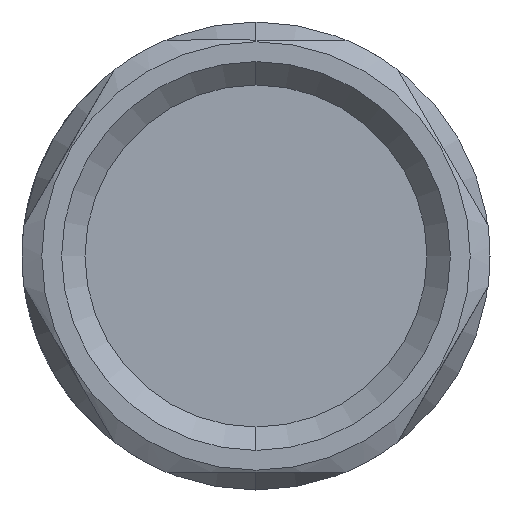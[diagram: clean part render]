
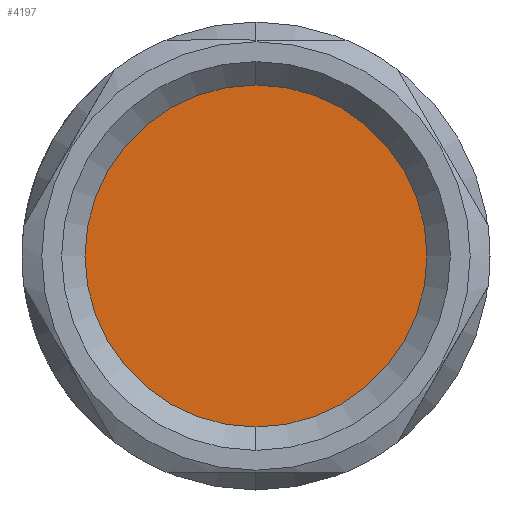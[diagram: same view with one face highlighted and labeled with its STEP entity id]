
A CAD part, left-side view. The second image highlights one B-rep face of the part: STEP entity #4197.
In plain terms, the highlighted planar face has unit normal (-1, 0, 0).
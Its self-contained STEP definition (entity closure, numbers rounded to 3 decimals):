
#39 = EDGE_LOOP ( 'NONE', ( #4392, #4391 ) ) ;
#387 = CARTESIAN_POINT ( 'NONE',  ( -55.5, 0., -9.5 ) ) ;
#1081 = CARTESIAN_POINT ( 'NONE',  ( -55.5, 0., 9.5 ) ) ;
#1377 = CARTESIAN_POINT ( 'NONE',  ( -55.5, 0., 0. ) ) ;
#1378 = DIRECTION ( 'NONE',  ( 1., 0., 0. ) ) ;
#1379 = DIRECTION ( 'NONE',  ( 0., 0., 1. ) ) ;
#1558 = VERTEX_POINT ( 'NONE', #387 ) ;
#1619 = FACE_OUTER_BOUND ( 'NONE', #39, .T. ) ;
#1626 = PLANE ( 'NONE',  #3355 ) ;
#1627 = CARTESIAN_POINT ( 'NONE',  ( -55.5, 10.25, 0. ) ) ;
#1628 = DIRECTION ( 'NONE',  ( 1., 0., 0. ) ) ;
#1629 = DIRECTION ( 'NONE',  ( 0., 0., -1. ) ) ;
#2073 = CARTESIAN_POINT ( 'NONE',  ( -55.5, 0., 0. ) ) ;
#2074 = DIRECTION ( 'NONE',  ( 1., 0., 0. ) ) ;
#2075 = DIRECTION ( 'NONE',  ( 0., 0., 1. ) ) ;
#3237 = VERTEX_POINT ( 'NONE', #1081 ) ;
#3270 = CIRCLE ( 'NONE', #3272, 9.5 ) ;
#3272 = AXIS2_PLACEMENT_3D ( 'NONE', #1377, #1378, #1379 ) ;
#3355 = AXIS2_PLACEMENT_3D ( 'NONE', #1627, #1628, #1629 ) ;
#3389 = AXIS2_PLACEMENT_3D ( 'NONE', #2073, #2074, #2075 ) ;
#3398 = CIRCLE ( 'NONE', #3389, 9.5 ) ;
#4171 = EDGE_CURVE ( 'NONE', #3237, #1558, #3398, .T. ) ;
#4197 = ADVANCED_FACE ( 'NONE', ( #1619 ), #1626, .F. ) ;
#4278 = EDGE_CURVE ( 'NONE', #1558, #3237, #3270, .T. ) ;
#4391 = ORIENTED_EDGE ( 'NONE', *, *, #4278, .F. ) ;
#4392 = ORIENTED_EDGE ( 'NONE', *, *, #4171, .F. ) ;
